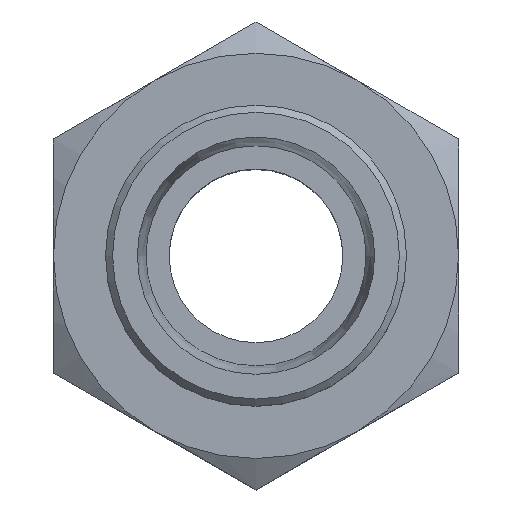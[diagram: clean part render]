
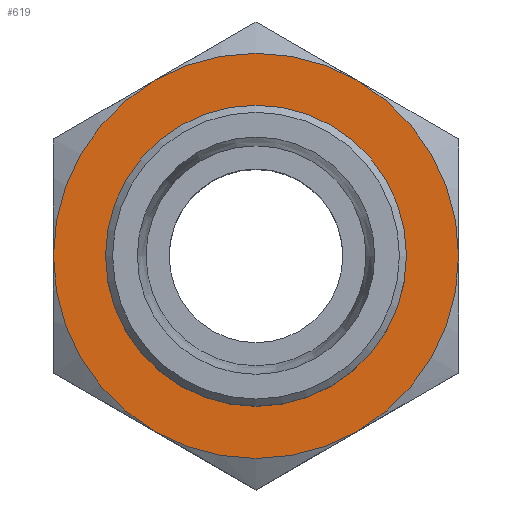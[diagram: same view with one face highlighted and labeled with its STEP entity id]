
A CAD part, top view. The second image highlights one B-rep face of the part: STEP entity #619.
In plain terms, the highlighted planar face has unit normal (0, 0, 1).
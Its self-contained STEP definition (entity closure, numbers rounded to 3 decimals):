
#193=ORIENTED_EDGE('',*,*,#338,.T.);
#194=ORIENTED_EDGE('',*,*,#336,.F.);
#195=ORIENTED_EDGE('',*,*,#305,.F.);
#196=ORIENTED_EDGE('',*,*,#303,.F.);
#197=ORIENTED_EDGE('',*,*,#314,.F.);
#198=ORIENTED_EDGE('',*,*,#311,.F.);
#199=ORIENTED_EDGE('',*,*,#308,.F.);
#303=EDGE_CURVE('',#376,#375,#417,.T.);
#305=EDGE_CURVE('',#375,#378,#418,.T.);
#308=EDGE_CURVE('',#379,#381,#419,.T.);
#311=EDGE_CURVE('',#381,#383,#420,.T.);
#314=EDGE_CURVE('',#383,#376,#421,.T.);
#336=EDGE_CURVE('',#378,#379,#435,.T.);
#338=EDGE_CURVE('',#405,#405,#436,.T.);
#375=VERTEX_POINT('',#1005);
#376=VERTEX_POINT('',#1011);
#378=VERTEX_POINT('',#1020);
#379=VERTEX_POINT('',#1031);
#381=VERTEX_POINT('',#1034);
#383=VERTEX_POINT('',#1046);
#405=VERTEX_POINT('',#1128);
#417=CIRCLE('',#667,35.);
#418=CIRCLE('',#669,35.);
#419=CIRCLE('',#671,35.);
#420=CIRCLE('',#673,35.);
#421=CIRCLE('',#675,35.);
#435=CIRCLE('',#703,35.);
#436=CIRCLE('',#705,24.773);
#482=EDGE_LOOP('',(#193));
#483=EDGE_LOOP('',(#194,#195,#196,#197,#198,#199));
#548=FACE_BOUND('',#482,.T.);
#549=FACE_BOUND('',#483,.T.);
#578=PLANE('',#704);
#619=ADVANCED_FACE('',(#548,#549),#578,.T.);
#667=AXIS2_PLACEMENT_3D('',#1012,#768,#769);
#669=AXIS2_PLACEMENT_3D('',#1019,#772,#773);
#671=AXIS2_PLACEMENT_3D('',#1033,#776,#777);
#673=AXIS2_PLACEMENT_3D('',#1045,#780,#781);
#675=AXIS2_PLACEMENT_3D('',#1058,#784,#785);
#703=AXIS2_PLACEMENT_3D('',#1121,#846,#847);
#704=AXIS2_PLACEMENT_3D('',#1126,#848,#849);
#705=AXIS2_PLACEMENT_3D('',#1127,#850,#851);
#768=DIRECTION('',(0.,0.,-1.));
#769=DIRECTION('',(-1.,0.,0.));
#772=DIRECTION('',(0.,0.,-1.));
#773=DIRECTION('',(-1.,0.,0.));
#776=DIRECTION('',(0.,0.,-1.));
#777=DIRECTION('',(-1.,0.,0.));
#780=DIRECTION('',(0.,0.,-1.));
#781=DIRECTION('',(-1.,0.,0.));
#784=DIRECTION('',(0.,0.,-1.));
#785=DIRECTION('',(-1.,0.,0.));
#846=DIRECTION('',(0.,0.,-1.));
#847=DIRECTION('',(-1.,0.,0.));
#848=DIRECTION('',(0.,0.,1.));
#849=DIRECTION('',(1.,0.,0.));
#850=DIRECTION('',(0.,0.,-1.));
#851=DIRECTION('',(-1.,0.,0.));
#1005=CARTESIAN_POINT('',(-35.,0.,-2.874));
#1011=CARTESIAN_POINT('',(-17.5,-30.311,-2.874));
#1012=CARTESIAN_POINT('',(0.,0.,-2.874));
#1019=CARTESIAN_POINT('',(0.,0.,-2.874));
#1020=CARTESIAN_POINT('',(-17.5,30.311,-2.874));
#1031=CARTESIAN_POINT('',(17.5,30.311,-2.874));
#1033=CARTESIAN_POINT('',(0.,0.,-2.874));
#1034=CARTESIAN_POINT('',(35.,0.,-2.874));
#1045=CARTESIAN_POINT('',(0.,0.,-2.874));
#1046=CARTESIAN_POINT('',(17.5,-30.311,-2.874));
#1058=CARTESIAN_POINT('',(0.,0.,-2.874));
#1121=CARTESIAN_POINT('',(0.,0.,-2.874));
#1126=CARTESIAN_POINT('',(0.,35.,-2.874));
#1127=CARTESIAN_POINT('',(0.,0.,-2.874));
#1128=CARTESIAN_POINT('',(-24.773,0.,-2.874));
